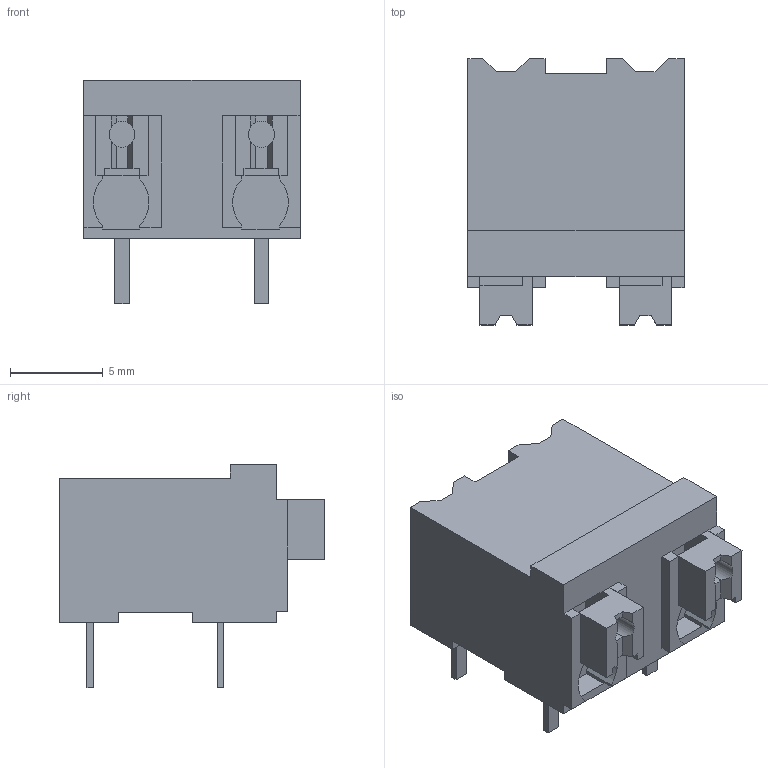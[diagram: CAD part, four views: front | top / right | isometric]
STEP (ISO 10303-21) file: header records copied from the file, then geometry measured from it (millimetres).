
FILE_DESCRIPTION(('CATIA V5 STEP Exchange','CAx-IF Rec.Pracs.--- Model Styling and Organization---1.2---2011-12-15'),'2;1');
FILE_NAME ('D1456809_0_1824880000_1824880000.stp','2018-03-15T10:02:09+00:00',('none'),('Weidmueller'),'CATIA Version 5-6 Release 2014','CATIA V5 STEP AP214','none');
FILE_SCHEMA(('AUTOMOTIVE_DESIGN { 1 0 10303 214 1 1 1 1 }'));
Length unit declared in the file: millimetre
Products named in the file (1): 1824880000
Bounding box: 11.63 x 14.3 x 12 mm (x, y, z)
Volume: 987.5 mm3; surface area: 964.3 mm2
Topology: 7 solids, 7 shells, 176 faces, 483 edges, 319 vertices
Faces by surface type: plane 160, cylinder 16
Entity records: 5217 total; most frequent: CARTESIAN_POINT 971, ORIENTED_EDGE 966, DIRECTION 701, EDGE_CURVE 483, VECTOR 441, LINE 441, VERTEX_POINT 319, EDGE_LOOP 178
